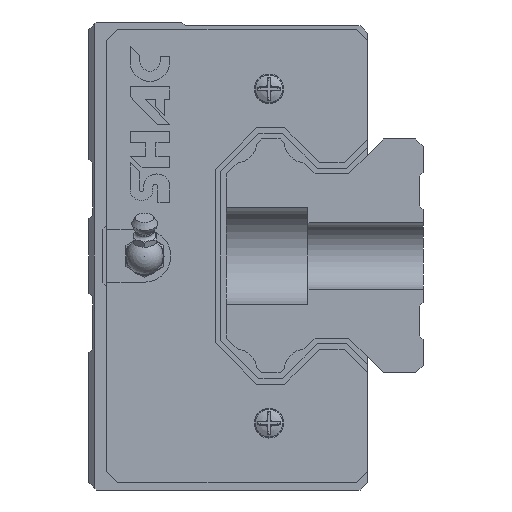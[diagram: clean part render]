
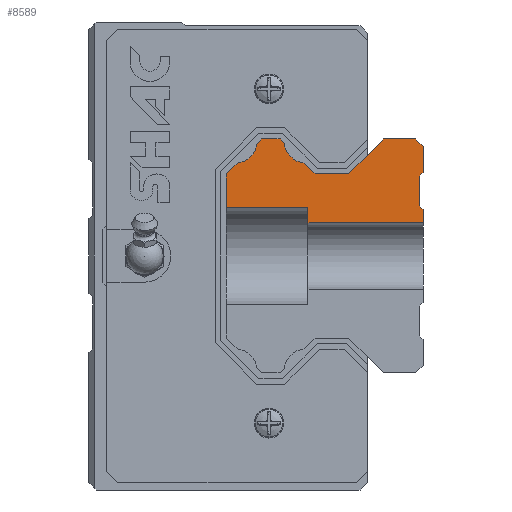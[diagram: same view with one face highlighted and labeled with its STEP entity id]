
A CAD part, left-side view. The second image highlights one B-rep face of the part: STEP entity #8589.
In plain terms, the highlighted planar face has unit normal (-1, 0, 0).
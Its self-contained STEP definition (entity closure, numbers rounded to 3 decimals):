
#220=CIRCLE('',#9164,6.);
#221=CIRCLE('',#9165,6.);
#446=ORIENTED_EDGE('',*,*,#2946,.T.);
#447=ORIENTED_EDGE('',*,*,#2947,.T.);
#448=ORIENTED_EDGE('',*,*,#2948,.T.);
#449=ORIENTED_EDGE('',*,*,#2949,.F.);
#450=ORIENTED_EDGE('',*,*,#2950,.F.);
#451=ORIENTED_EDGE('',*,*,#2951,.F.);
#452=ORIENTED_EDGE('',*,*,#2952,.F.);
#453=ORIENTED_EDGE('',*,*,#2953,.F.);
#454=ORIENTED_EDGE('',*,*,#2954,.F.);
#455=ORIENTED_EDGE('',*,*,#2955,.T.);
#456=ORIENTED_EDGE('',*,*,#2956,.F.);
#457=ORIENTED_EDGE('',*,*,#2957,.F.);
#458=ORIENTED_EDGE('',*,*,#2958,.F.);
#459=ORIENTED_EDGE('',*,*,#2959,.T.);
#460=ORIENTED_EDGE('',*,*,#2960,.F.);
#461=ORIENTED_EDGE('',*,*,#2961,.F.);
#462=ORIENTED_EDGE('',*,*,#2962,.F.);
#463=ORIENTED_EDGE('',*,*,#2963,.F.);
#464=ORIENTED_EDGE('',*,*,#2964,.F.);
#465=ORIENTED_EDGE('',*,*,#2965,.F.);
#2946=EDGE_CURVE('',#4196,#4197,#5040,.T.);
#2947=EDGE_CURVE('',#4197,#4198,#5041,.T.);
#2948=EDGE_CURVE('',#4198,#4199,#5042,.T.);
#2949=EDGE_CURVE('',#4200,#4199,#5043,.T.);
#2950=EDGE_CURVE('',#4201,#4200,#5044,.T.);
#2951=EDGE_CURVE('',#4202,#4201,#5045,.T.);
#2952=EDGE_CURVE('',#4203,#4202,#5046,.T.);
#2953=EDGE_CURVE('',#4204,#4203,#5047,.T.);
#2954=EDGE_CURVE('',#4205,#4204,#5048,.T.);
#2955=EDGE_CURVE('',#4205,#4206,#220,.T.);
#2956=EDGE_CURVE('',#4207,#4206,#5049,.T.);
#2957=EDGE_CURVE('',#4208,#4207,#5050,.T.);
#2958=EDGE_CURVE('',#4209,#4208,#5051,.T.);
#2959=EDGE_CURVE('',#4209,#4210,#221,.T.);
#2960=EDGE_CURVE('',#4211,#4210,#5052,.T.);
#2961=EDGE_CURVE('',#4212,#4211,#5053,.T.);
#2962=EDGE_CURVE('',#4213,#4212,#5054,.F.);
#2963=EDGE_CURVE('',#4214,#4213,#5055,.T.);
#2964=EDGE_CURVE('',#4215,#4214,#5056,.F.);
#2965=EDGE_CURVE('',#4196,#4215,#5057,.T.);
#4196=VERTEX_POINT('',#12347);
#4197=VERTEX_POINT('',#12348);
#4198=VERTEX_POINT('',#12350);
#4199=VERTEX_POINT('',#12352);
#4200=VERTEX_POINT('',#12354);
#4201=VERTEX_POINT('',#12356);
#4202=VERTEX_POINT('',#12358);
#4203=VERTEX_POINT('',#12360);
#4204=VERTEX_POINT('',#12362);
#4205=VERTEX_POINT('',#12364);
#4206=VERTEX_POINT('',#12366);
#4207=VERTEX_POINT('',#12368);
#4208=VERTEX_POINT('',#12370);
#4209=VERTEX_POINT('',#12372);
#4210=VERTEX_POINT('',#12374);
#4211=VERTEX_POINT('',#12376);
#4212=VERTEX_POINT('',#12378);
#4213=VERTEX_POINT('',#12380);
#4214=VERTEX_POINT('',#12382);
#4215=VERTEX_POINT('',#12384);
#5040=LINE('',#12346,#6070);
#5041=LINE('',#12349,#6071);
#5042=LINE('',#12351,#6072);
#5043=LINE('',#12353,#6073);
#5044=LINE('',#12355,#6074);
#5045=LINE('',#12357,#6075);
#5046=LINE('',#12359,#6076);
#5047=LINE('',#12361,#6077);
#5048=LINE('',#12363,#6078);
#5049=LINE('',#12367,#6079);
#5050=LINE('',#12369,#6080);
#5051=LINE('',#12371,#6081);
#5052=LINE('',#12375,#6082);
#5053=LINE('',#12377,#6083);
#5054=LINE('',#12379,#6084);
#5055=LINE('',#12381,#6085);
#5056=LINE('',#12383,#6086);
#5057=LINE('',#12385,#6087);
#6070=VECTOR('',#9900,1000.);
#6071=VECTOR('',#9901,1000.);
#6072=VECTOR('',#9902,1000.);
#6073=VECTOR('',#9903,1000.);
#6074=VECTOR('',#9904,1000.);
#6075=VECTOR('',#9905,1000.);
#6076=VECTOR('',#9906,1000.);
#6077=VECTOR('',#9907,1000.);
#6078=VECTOR('',#9908,1000.);
#6079=VECTOR('',#9911,1000.);
#6080=VECTOR('',#9912,1000.);
#6081=VECTOR('',#9913,1000.);
#6082=VECTOR('',#9916,1000.);
#6083=VECTOR('',#9917,1000.);
#6084=VECTOR('',#9918,1000.);
#6085=VECTOR('',#9919,1000.);
#6086=VECTOR('',#9920,1000.);
#6087=VECTOR('',#9921,1000.);
#7066=EDGE_LOOP('',(#446,#447,#448,#449,#450,#451,#452,#453,#454,#455,#456,
#457,#458,#459,#460,#461,#462,#463,#464,#465));
#7632=FACE_BOUND('',#7066,.T.);
#8202=PLANE('',#9163);
#8589=ADVANCED_FACE('',(#7632),#8202,.F.);
#9163=AXIS2_PLACEMENT_3D('',#12345,#9898,#9899);
#9164=AXIS2_PLACEMENT_3D('',#12365,#9909,#9910);
#9165=AXIS2_PLACEMENT_3D('',#12373,#9914,#9915);
#9898=DIRECTION('',(1.,0.,0.));
#9899=DIRECTION('',(0.,0.,-1.));
#9900=DIRECTION('',(0.,0.707,0.707));
#9901=DIRECTION('',(0.,0.,1.));
#9902=DIRECTION('',(0.,-0.707,0.707));
#9903=DIRECTION('',(0.,0.,-1.));
#9904=DIRECTION('',(0.,-0.707,-0.707));
#9905=DIRECTION('',(0.,-1.,0.));
#9906=DIRECTION('',(0.,-0.707,0.707));
#9907=DIRECTION('',(0.,-1.,0.));
#9908=DIRECTION('',(0.,-0.707,-0.707));
#9909=DIRECTION('',(1.,0.,0.));
#9910=DIRECTION('',(0.,0.,-1.));
#9911=DIRECTION('',(0.,-0.707,-0.707));
#9912=DIRECTION('',(0.,-1.,0.));
#9913=DIRECTION('',(0.,-0.707,0.707));
#9914=DIRECTION('',(1.,0.,0.));
#9915=DIRECTION('',(0.,0.,-1.));
#9916=DIRECTION('',(0.,-0.707,0.707));
#9917=DIRECTION('',(0.,0.,1.));
#9918=DIRECTION('',(0.,-1.,0.));
#9919=DIRECTION('',(0.,0.,1.));
#9920=DIRECTION('',(0.,-1.,0.));
#9921=DIRECTION('',(0.,0.,-1.));
#12345=CARTESIAN_POINT('',(-150.,31.43,30.99));
#12346=CARTESIAN_POINT('',(-150.,0.,12.5));
#12347=CARTESIAN_POINT('',(-150.,0.,12.5));
#12348=CARTESIAN_POINT('',(-150.,1.,13.5));
#12349=CARTESIAN_POINT('',(-150.,1.,13.5));
#12350=CARTESIAN_POINT('',(-150.,1.,21.5));
#12351=CARTESIAN_POINT('',(-150.,1.,21.5));
#12352=CARTESIAN_POINT('',(-150.,0.,22.5));
#12353=CARTESIAN_POINT('',(-150.,0.,29.5));
#12354=CARTESIAN_POINT('',(-150.,0.,29.5));
#12355=CARTESIAN_POINT('',(-150.,2.,31.5));
#12356=CARTESIAN_POINT('',(-150.,2.,31.5));
#12357=CARTESIAN_POINT('',(-150.,10.64,31.5));
#12358=CARTESIAN_POINT('',(-150.,10.64,31.5));
#12359=CARTESIAN_POINT('',(-150.,20.04,22.1));
#12360=CARTESIAN_POINT('',(-150.,20.04,22.1));
#12361=CARTESIAN_POINT('',(-150.,29.1,22.1));
#12362=CARTESIAN_POINT('',(-150.,29.1,22.1));
#12363=CARTESIAN_POINT('',(-150.,32.019,25.019));
#12364=CARTESIAN_POINT('',(-150.,32.019,25.019));
#12365=CARTESIAN_POINT('',(-150.,31.43,30.99));
#12366=CARTESIAN_POINT('',(-150.,37.401,30.401));
#12367=CARTESIAN_POINT('',(-150.,38.5,31.5));
#12368=CARTESIAN_POINT('',(-150.,38.5,31.5));
#12369=CARTESIAN_POINT('',(-150.,43.6,31.5));
#12370=CARTESIAN_POINT('',(-150.,43.6,31.5));
#12371=CARTESIAN_POINT('',(-150.,44.699,30.401));
#12372=CARTESIAN_POINT('',(-150.,44.699,30.401));
#12373=CARTESIAN_POINT('',(-150.,50.67,30.99));
#12374=CARTESIAN_POINT('',(-150.,50.081,25.019));
#12375=CARTESIAN_POINT('',(-150.,53.,22.1));
#12376=CARTESIAN_POINT('',(-150.,53.,22.1));
#12377=CARTESIAN_POINT('',(-150.,53.,-22.1));
#12378=CARTESIAN_POINT('',(-150.,53.,13.));
#12379=CARTESIAN_POINT('',(-150.,0.,13.));
#12380=CARTESIAN_POINT('',(-150.,31.,13.));
#12381=CARTESIAN_POINT('',(-150.,31.,30.99));
#12382=CARTESIAN_POINT('',(-150.,31.,9.));
#12383=CARTESIAN_POINT('',(-150.,0.,9.));
#12384=CARTESIAN_POINT('',(-150.,0.,9.));
#12385=CARTESIAN_POINT('',(-150.,0.,29.5));
